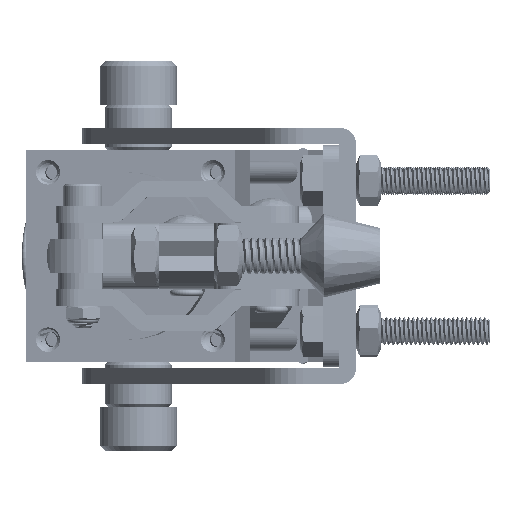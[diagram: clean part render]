
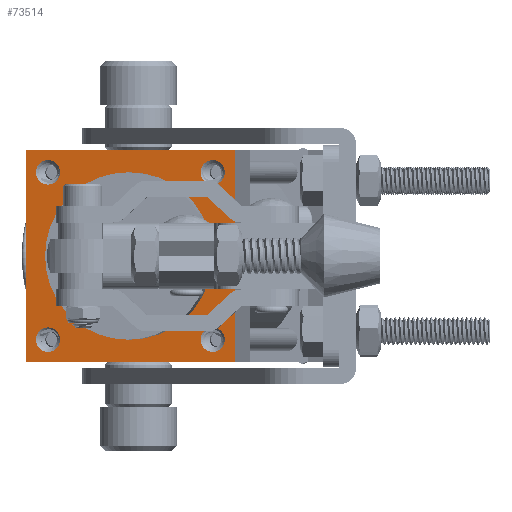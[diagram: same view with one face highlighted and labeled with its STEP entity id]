
A CAD part, left-side view. The second image highlights one B-rep face of the part: STEP entity #73514.
In plain terms, the highlighted face is planar.
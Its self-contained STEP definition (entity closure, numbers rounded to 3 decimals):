
#1261 = AXIS2_PLACEMENT_3D ( 'NONE', #29230, #52874, #17625 ) ;
#2023 = DIRECTION ( 'NONE',  ( 1., 0., 0. ) ) ;
#2164 = EDGE_LOOP ( 'NONE', ( #48655, #63989 ) ) ;
#2700 = CARTESIAN_POINT ( 'NONE',  ( -19., 19., 94. ) ) ;
#3031 = CARTESIAN_POINT ( 'NONE',  ( -19., -19., 94. ) ) ;
#3369 = CIRCLE ( 'NONE', #75607, 2.2 ) ;
#4200 = DIRECTION ( 'NONE',  ( 0., 0., -1. ) ) ;
#4787 = CARTESIAN_POINT ( 'NONE',  ( -15., -15., 94. ) ) ;
#5225 = EDGE_LOOP ( 'NONE', ( #9386, #45645 ) ) ;
#6937 = EDGE_CURVE ( 'NONE', #59984, #57543, #36903, .T. ) ;
#7018 = FACE_BOUND ( 'NONE', #13578, .T. ) ;
#7400 = ORIENTED_EDGE ( 'NONE', *, *, #74931, .T. ) ;
#7510 = EDGE_CURVE ( 'NONE', #60136, #27239, #18435, .T. ) ;
#8380 = CARTESIAN_POINT ( 'NONE',  ( -15., -15., 94. ) ) ;
#9386 = ORIENTED_EDGE ( 'NONE', *, *, #39173, .T. ) ;
#9773 = LINE ( 'NONE', #3031, #23626 ) ;
#10008 = CIRCLE ( 'NONE', #19861, 15. ) ;
#10449 = VECTOR ( 'NONE', #26089, 1000. ) ;
#10656 = DIRECTION ( 'NONE',  ( 1., 0., 0. ) ) ;
#11723 = PLANE ( 'NONE',  #1261 ) ;
#11791 = LINE ( 'NONE', #48311, #55078 ) ;
#13578 = EDGE_LOOP ( 'NONE', ( #7400, #56595 ) ) ;
#14291 = DIRECTION ( 'NONE',  ( 1., 0., 0. ) ) ;
#17546 = DIRECTION ( 'NONE',  ( 0., 0., -1. ) ) ;
#17625 = DIRECTION ( 'NONE',  ( 1., 0., 0. ) ) ;
#18407 = EDGE_LOOP ( 'NONE', ( #24263, #43602 ) ) ;
#18435 = CIRCLE ( 'NONE', #68758, 15. ) ;
#18504 = AXIS2_PLACEMENT_3D ( 'NONE', #32440, #73506, #38344 ) ;
#18707 = DIRECTION ( 'NONE',  ( 0., -1., 0. ) ) ;
#18971 = FACE_BOUND ( 'NONE', #2164, .T. ) ;
#19064 = DIRECTION ( 'NONE',  ( 0., 0., -1. ) ) ;
#19199 = CIRCLE ( 'NONE', #74024, 2.2 ) ;
#19644 = CIRCLE ( 'NONE', #66129, 2.2 ) ;
#19861 = AXIS2_PLACEMENT_3D ( 'NONE', #34924, #75982, #40880 ) ;
#19893 = EDGE_CURVE ( 'NONE', #37692, #23771, #41164, .T. ) ;
#20246 = EDGE_LOOP ( 'NONE', ( #53134, #22997, #69540, #37724 ) ) ;
#20825 = ORIENTED_EDGE ( 'NONE', *, *, #19893, .T. ) ;
#20835 = FACE_BOUND ( 'NONE', #18407, .T. ) ;
#20880 = VERTEX_POINT ( 'NONE', #41303 ) ;
#20893 = DIRECTION ( 'NONE',  ( 0., 0., -1. ) ) ;
#21143 = EDGE_CURVE ( 'NONE', #45059, #20880, #27988, .T. ) ;
#21918 = CARTESIAN_POINT ( 'NONE',  ( -19., -19., 94. ) ) ;
#22997 = ORIENTED_EDGE ( 'NONE', *, *, #72973, .T. ) ;
#23341 = CARTESIAN_POINT ( 'NONE',  ( 19., 19., 94. ) ) ;
#23626 = VECTOR ( 'NONE', #50087, 1000. ) ;
#23771 = VERTEX_POINT ( 'NONE', #27759 ) ;
#23949 = EDGE_CURVE ( 'NONE', #38960, #45059, #40623, .T. ) ;
#24263 = ORIENTED_EDGE ( 'NONE', *, *, #51704, .T. ) ;
#24966 = EDGE_CURVE ( 'NONE', #75082, #44784, #52476, .T. ) ;
#24986 = VECTOR ( 'NONE', #46988, 1000. ) ;
#26089 = DIRECTION ( 'NONE',  ( -1., 0., 0. ) ) ;
#27239 = VERTEX_POINT ( 'NONE', #40489 ) ;
#27759 = CARTESIAN_POINT ( 'NONE',  ( 17.2, 15., 94. ) ) ;
#27988 = LINE ( 'NONE', #2700, #10449 ) ;
#28035 = VERTEX_POINT ( 'NONE', #60070 ) ;
#28486 = CARTESIAN_POINT ( 'NONE',  ( -15., 0., 94. ) ) ;
#29006 = DIRECTION ( 'NONE',  ( 0., 0., -1. ) ) ;
#29230 = CARTESIAN_POINT ( 'NONE',  ( -19., -19., 94. ) ) ;
#30045 = CARTESIAN_POINT ( 'NONE',  ( 12.8, 15., 94. ) ) ;
#30724 = EDGE_CURVE ( 'NONE', #28035, #47120, #3369, .T. ) ;
#32440 = CARTESIAN_POINT ( 'NONE',  ( 15., 15., 94. ) ) ;
#34606 = FACE_OUTER_BOUND ( 'NONE', #20246, .T. ) ;
#34924 = CARTESIAN_POINT ( 'NONE',  ( 0., 0., 94. ) ) ;
#36903 = CIRCLE ( 'NONE', #70175, 2.2 ) ;
#37242 = DIRECTION ( 'NONE',  ( 0., 0., 1. ) ) ;
#37561 = EDGE_CURVE ( 'NONE', #27239, #60136, #10008, .T. ) ;
#37692 = VERTEX_POINT ( 'NONE', #30045 ) ;
#37724 = ORIENTED_EDGE ( 'NONE', *, *, #21143, .T. ) ;
#38056 = CARTESIAN_POINT ( 'NONE',  ( 12.8, -15., 94. ) ) ;
#38344 = DIRECTION ( 'NONE',  ( 1., 0., 0. ) ) ;
#38960 = VERTEX_POINT ( 'NONE', #67516 ) ;
#38993 = CARTESIAN_POINT ( 'NONE',  ( -12.8, -15., 94. ) ) ;
#39173 = EDGE_CURVE ( 'NONE', #47120, #28035, #60544, .T. ) ;
#39467 = CARTESIAN_POINT ( 'NONE',  ( 15., -15., 94. ) ) ;
#40319 = ORIENTED_EDGE ( 'NONE', *, *, #69735, .T. ) ;
#40489 = CARTESIAN_POINT ( 'NONE',  ( 15., 0., 94. ) ) ;
#40623 = LINE ( 'NONE', #23341, #24986 ) ;
#40880 = DIRECTION ( 'NONE',  ( 1., 0., 0. ) ) ;
#41164 = CIRCLE ( 'NONE', #18504, 2.2 ) ;
#41303 = CARTESIAN_POINT ( 'NONE',  ( -19., 19., 94. ) ) ;
#41381 = AXIS2_PLACEMENT_3D ( 'NONE', #39467, #4200, #45324 ) ;
#43287 = EDGE_LOOP ( 'NONE', ( #40319, #20825 ) ) ;
#43602 = ORIENTED_EDGE ( 'NONE', *, *, #6937, .T. ) ;
#44784 = VERTEX_POINT ( 'NONE', #48053 ) ;
#45059 = VERTEX_POINT ( 'NONE', #63507 ) ;
#45324 = DIRECTION ( 'NONE',  ( 1., 0., 0. ) ) ;
#45509 = AXIS2_PLACEMENT_3D ( 'NONE', #4787, #45919, #10656 ) ;
#45645 = ORIENTED_EDGE ( 'NONE', *, *, #30724, .T. ) ;
#45919 = DIRECTION ( 'NONE',  ( 0., 0., -1. ) ) ;
#46988 = DIRECTION ( 'NONE',  ( 0., 1., 0. ) ) ;
#47120 = VERTEX_POINT ( 'NONE', #38993 ) ;
#48053 = CARTESIAN_POINT ( 'NONE',  ( 17.2, -15., 94. ) ) ;
#48311 = CARTESIAN_POINT ( 'NONE',  ( -19., 19., 94. ) ) ;
#48655 = ORIENTED_EDGE ( 'NONE', *, *, #7510, .F. ) ;
#49555 = DIRECTION ( 'NONE',  ( 0., 0., -1. ) ) ;
#50087 = DIRECTION ( 'NONE',  ( 1., 0., 0. ) ) ;
#50126 = CARTESIAN_POINT ( 'NONE',  ( -12.8, 15., 94. ) ) ;
#50262 = FACE_BOUND ( 'NONE', #5225, .T. ) ;
#51704 = EDGE_CURVE ( 'NONE', #57543, #59984, #19199, .T. ) ;
#52476 = CIRCLE ( 'NONE', #41381, 2.2 ) ;
#52788 = CARTESIAN_POINT ( 'NONE',  ( -15., 15., 94. ) ) ;
#52874 = DIRECTION ( 'NONE',  ( 0., 0., 1. ) ) ;
#53134 = ORIENTED_EDGE ( 'NONE', *, *, #64016, .T. ) ;
#54302 = CARTESIAN_POINT ( 'NONE',  ( 15., -15., 94. ) ) ;
#54932 = VERTEX_POINT ( 'NONE', #21918 ) ;
#55078 = VECTOR ( 'NONE', #18707, 1000. ) ;
#55757 = CARTESIAN_POINT ( 'NONE',  ( -17.2, 15., 94. ) ) ;
#56119 = CARTESIAN_POINT ( 'NONE',  ( 15., 15., 94. ) ) ;
#56595 = ORIENTED_EDGE ( 'NONE', *, *, #24966, .T. ) ;
#57543 = VERTEX_POINT ( 'NONE', #50126 ) ;
#58723 = DIRECTION ( 'NONE',  ( 1., 0., 0. ) ) ;
#59984 = VERTEX_POINT ( 'NONE', #55757 ) ;
#60070 = CARTESIAN_POINT ( 'NONE',  ( -17.2, -15., 94. ) ) ;
#60136 = VERTEX_POINT ( 'NONE', #28486 ) ;
#60223 = DIRECTION ( 'NONE',  ( 1., 0., 0. ) ) ;
#60544 = CIRCLE ( 'NONE', #45509, 2.2 ) ;
#62010 = DIRECTION ( 'NONE',  ( 1., 0., 0. ) ) ;
#63507 = CARTESIAN_POINT ( 'NONE',  ( 19., 19., 94. ) ) ;
#63989 = ORIENTED_EDGE ( 'NONE', *, *, #37561, .F. ) ;
#64016 = EDGE_CURVE ( 'NONE', #20880, #54932, #11791, .T. ) ;
#64220 = CARTESIAN_POINT ( 'NONE',  ( -15., 15., 94. ) ) ;
#65877 = FACE_BOUND ( 'NONE', #43287, .T. ) ;
#66129 = AXIS2_PLACEMENT_3D ( 'NONE', #56119, #20893, #62010 ) ;
#67516 = CARTESIAN_POINT ( 'NONE',  ( 19., -19., 94. ) ) ;
#67805 = AXIS2_PLACEMENT_3D ( 'NONE', #54302, #19064, #60223 ) ;
#68758 = AXIS2_PLACEMENT_3D ( 'NONE', #72425, #37242, #2023 ) ;
#69540 = ORIENTED_EDGE ( 'NONE', *, *, #23949, .T. ) ;
#69735 = EDGE_CURVE ( 'NONE', #23771, #37692, #19644, .T. ) ;
#70094 = DIRECTION ( 'NONE',  ( 1., 0., 0. ) ) ;
#70175 = AXIS2_PLACEMENT_3D ( 'NONE', #64220, #29006, #70094 ) ;
#72425 = CARTESIAN_POINT ( 'NONE',  ( 0., 0., 94. ) ) ;
#72973 = EDGE_CURVE ( 'NONE', #54932, #38960, #9773, .T. ) ;
#73506 = DIRECTION ( 'NONE',  ( 0., 0., -1. ) ) ;
#73514 = ADVANCED_FACE ( 'NONE', ( #20835, #65877, #7018, #50262, #34606, #18971 ), #11723, .T. ) ;
#74024 = AXIS2_PLACEMENT_3D ( 'NONE', #52788, #17546, #58723 ) ;
#74895 = CIRCLE ( 'NONE', #67805, 2.2 ) ;
#74931 = EDGE_CURVE ( 'NONE', #44784, #75082, #74895, .T. ) ;
#75082 = VERTEX_POINT ( 'NONE', #38056 ) ;
#75607 = AXIS2_PLACEMENT_3D ( 'NONE', #8380, #49555, #14291 ) ;
#75982 = DIRECTION ( 'NONE',  ( 0., 0., 1. ) ) ;
